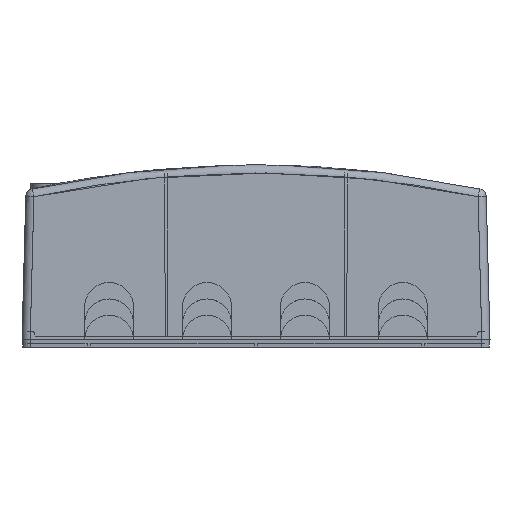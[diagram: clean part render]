
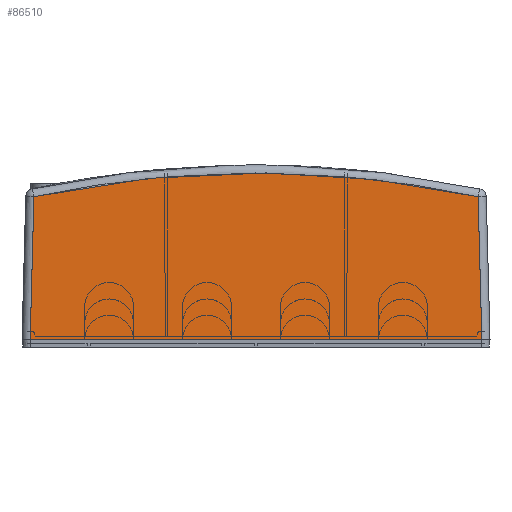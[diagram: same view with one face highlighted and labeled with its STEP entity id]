
A CAD part, front view. The second image highlights one B-rep face of the part: STEP entity #86510.
In plain terms, the highlighted face is planar.
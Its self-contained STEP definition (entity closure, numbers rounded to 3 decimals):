
#68836=DIRECTION('',(-1.,0.,0.));
#68837=VECTOR('',#68836,276.803);
#68838=CARTESIAN_POINT('',(138.402,0.,
0.));
#68839=LINE('',#68838,#68837);
#77316=CARTESIAN_POINT('',(136.107,2.296,
-87.637));
#77317=CARTESIAN_POINT('',(118.193,2.397,
-91.524));
#77318=CARTESIAN_POINT('',(82.185,2.559,
-97.735));
#77319=CARTESIAN_POINT('',(27.448,2.682,
-102.427));
#77320=CARTESIAN_POINT('',(-27.448,2.682,
-102.427));
#77321=CARTESIAN_POINT('',(-82.185,2.559,
-97.735));
#77322=CARTESIAN_POINT('',(-118.193,2.397,
-91.523));
#77323=CARTESIAN_POINT('',(-136.107,2.296,
-87.637));
#77328=DIRECTION('',(-0.026,-0.026,0.999));
#77329=VECTOR('',#77328,87.698);
#77330=CARTESIAN_POINT('',(-136.107,2.296,
-87.637));
#77331=LINE('',#77330,#77329);
#77335=DIRECTION('',(-0.026,0.026,-0.999));
#77336=VECTOR('',#77335,87.698);
#77337=CARTESIAN_POINT('',(138.402,0.,
0.));
#77338=LINE('',#77337,#77336);
#77374=CARTESIAN_POINT('',(138.402,0.,
0.));
#78284=VERTEX_POINT('',#77374);
#78285=CARTESIAN_POINT('',(-138.402,0.,
0.));
#78286=VERTEX_POINT('',#78285);
#79740=CARTESIAN_POINT('',(-136.107,2.295,
-87.637));
#79741=VERTEX_POINT('',#79740);
#79742=VERTEX_POINT('',#77316);
#86497=CARTESIAN_POINT('',(0.,0.,0.));
#86498=DIRECTION('',(0.,-1.,-0.026));
#86499=DIRECTION('',(0.,0.026,-1.));
#86500=AXIS2_PLACEMENT_3D('',#86497,#86498,#86499);
#86501=PLANE('',#86500);
#86503=ORIENTED_EDGE('',*,*,#86502,.T.);
#86504=ORIENTED_EDGE('',*,*,#86490,.T.);
#86505=ORIENTED_EDGE('',*,*,#79964,.F.);
#86507=ORIENTED_EDGE('',*,*,#86506,.T.);
#86508=EDGE_LOOP('',(#86503,#86504,#86505,#86507));
#86509=FACE_OUTER_BOUND('',#86508,.F.);
#77324=B_SPLINE_CURVE_WITH_KNOTS('',3,(#77316,#77317,#77318,#77319,#77320,
#77321,#77322,#77323),.UNSPECIFIED.,.F.,.F.,(4,1,1,1,1,4),(0.,0.2,0.4,
0.6,0.8,1.),.UNSPECIFIED.);
#79964=EDGE_CURVE('',#78284,#78286,#68839,.T.);
#86490=EDGE_CURVE('',#79741,#78286,#77331,.T.);
#86502=EDGE_CURVE('',#79742,#79741,#77324,.T.);
#86506=EDGE_CURVE('',#78284,#79742,#77338,.T.);
#86510=ADVANCED_FACE('',(#86509),#86501,.T.);
